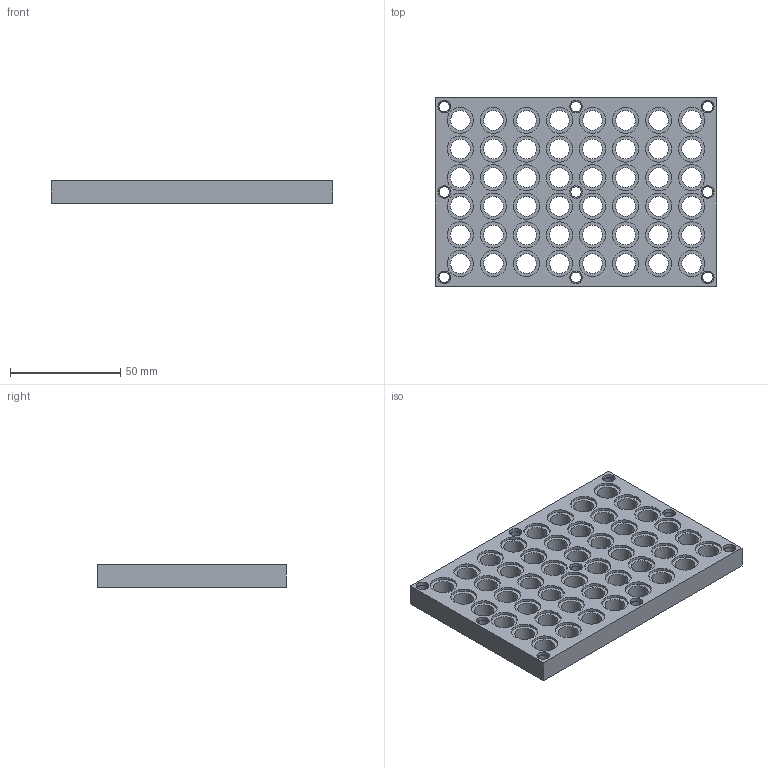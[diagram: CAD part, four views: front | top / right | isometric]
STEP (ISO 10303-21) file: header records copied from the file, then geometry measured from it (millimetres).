
FILE_DESCRIPTION(/* description */ (''),/* implementation_level */ '2;1');
FILE_NAME(/* name */ '48 Well Liquids USAXS Resin Print v15.step',/* time_stamp */ '2022-01-21T14:03:08-08:00',/* author */ (''),/* organization */ (''),/* preprocessor_version */ 'ST-DEVELOPER v18.1',/* originating_system */ 'Autodesk Translation Framework v10.10.0.1391',/* authorisation */ '');
FILE_SCHEMA (('AUTOMOTIVE_DESIGN { 1 0 10303 214 3 1 1 }'));
Length unit declared in the file: millimetre
Products named in the file (2): 48 Well Liquids USAXS Resin Print; New Middle Plate with Oring
Assembly tree (1 placements, depth 2):
  48 Well Liquids USAXS Resin Print
    New Middle Plate with Oring
Bounding box: 127.63 x 85.47 x 10 mm (x, y, z)
Volume: 71246.2 mm3; surface area: 35920 mm2
Topology: 1 solids, 1 shells, 551 faces, 1260 edges, 840 vertices
Faces by surface type: plane 202, bspline 187, cylinder 162
Full cylindrical faces by diameter (mm): 4.8 x9, 5.7 x9, 9 x48, 11.9 x96
Entity records: 17649 total; most frequent: CARTESIAN_POINT 5833, ORIENTED_EDGE 2520, DIRECTION 1944, EDGE_CURVE 1260, VERTEX_POINT 840, EDGE_LOOP 794, AXIS2_PLACEMENT_3D 691, LINE 562
